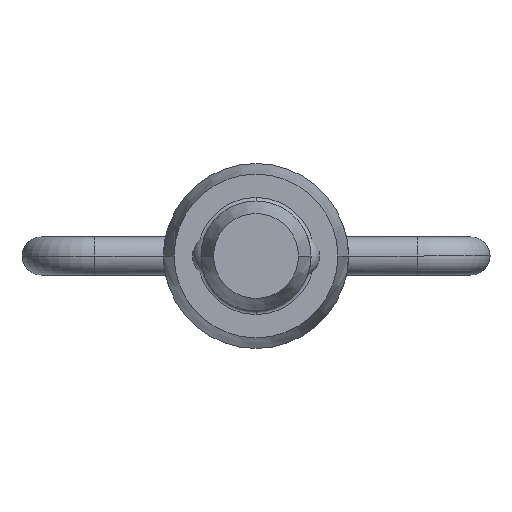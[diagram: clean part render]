
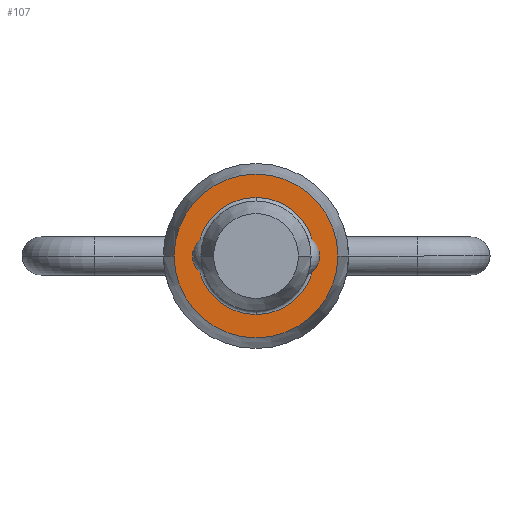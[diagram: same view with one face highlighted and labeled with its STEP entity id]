
A CAD part, front view. The second image highlights one B-rep face of the part: STEP entity #107.
In plain terms, the highlighted planar face has unit normal (0, -1, 0).
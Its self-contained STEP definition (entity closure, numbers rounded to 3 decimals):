
#107=ADVANCED_FACE('',(#227,#228),#229,.T.);
#227=FACE_OUTER_BOUND('',#360,.T.);
#228=FACE_BOUND('',#361,.T.);
#229=PLANE('',#362);
#360=EDGE_LOOP('',(#614,#615));
#361=EDGE_LOOP('',(#616,#617,#618));
#362=AXIS2_PLACEMENT_3D('',#619,#620,#621);
#614=ORIENTED_EDGE('',*,*,#888,.T.);
#615=ORIENTED_EDGE('',*,*,#889,.T.);
#616=ORIENTED_EDGE('',*,*,#877,.T.);
#617=ORIENTED_EDGE('',*,*,#890,.T.);
#618=ORIENTED_EDGE('',*,*,#878,.T.);
#619=CARTESIAN_POINT('',(-4.355,0.0,0.0));
#620=DIRECTION('',(0.,-1.0,0.0));
#621=DIRECTION('',(1.0,0.,0.0));
#877=EDGE_CURVE('',#1072,#1070,#1073,.T.);
#878=EDGE_CURVE('',#1074,#1072,#1075,.T.);
#888=EDGE_CURVE('',#1087,#1088,#1089,.T.);
#889=EDGE_CURVE('',#1088,#1087,#1090,.T.);
#890=EDGE_CURVE('',#1070,#1074,#1091,.T.);
#1070=VERTEX_POINT('',#1427);
#1072=VERTEX_POINT('',#1429);
#1073=CIRCLE('',#1430,3.375);
#1074=VERTEX_POINT('',#1431);
#1075=CIRCLE('',#1432,3.375);
#1087=VERTEX_POINT('',#1444);
#1088=VERTEX_POINT('',#1445);
#1089=CIRCLE('',#1446,4.722);
#1090=CIRCLE('',#1447,4.722);
#1091=CIRCLE('',#1448,3.375);
#1427=CARTESIAN_POINT('',(0.,0.,3.375));
#1429=CARTESIAN_POINT('',(-3.375,0.0,0.0));
#1430=AXIS2_PLACEMENT_3D('',#1677,#1678,#1679);
#1431=CARTESIAN_POINT('',(0.,0.,-3.375));
#1432=AXIS2_PLACEMENT_3D('',#1680,#1681,#1682);
#1444=CARTESIAN_POINT('',(-4.722,0.0,0.0));
#1445=CARTESIAN_POINT('',(4.722,0.,0.));
#1446=AXIS2_PLACEMENT_3D('',#1698,#1699,#1700);
#1447=AXIS2_PLACEMENT_3D('',#1701,#1702,#1703);
#1448=AXIS2_PLACEMENT_3D('',#1704,#1705,#1706);
#1677=CARTESIAN_POINT('',(0.,0.0,0.0));
#1678=DIRECTION('',(0.,1.0,0.0));
#1679=DIRECTION('',(-1.0,0.,0.0));
#1680=CARTESIAN_POINT('',(0.,0.0,0.0));
#1681=DIRECTION('',(0.,1.0,0.0));
#1682=DIRECTION('',(-1.0,0.,0.0));
#1698=CARTESIAN_POINT('',(0.,0.0,0.));
#1699=DIRECTION('',(0.,-1.0,0.0));
#1700=DIRECTION('',(-1.0,0.,0.0));
#1701=CARTESIAN_POINT('',(0.,0.0,0.));
#1702=DIRECTION('',(0.,-1.0,0.0));
#1703=DIRECTION('',(-1.0,0.,0.0));
#1704=CARTESIAN_POINT('',(0.,0.0,0.0));
#1705=DIRECTION('',(0.,1.0,0.0));
#1706=DIRECTION('',(-1.0,0.,0.0));
